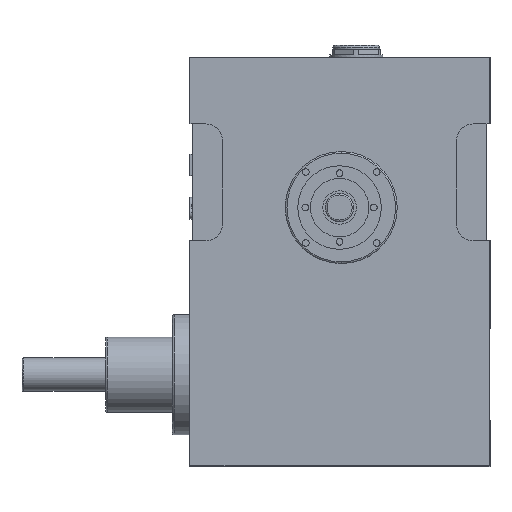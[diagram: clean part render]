
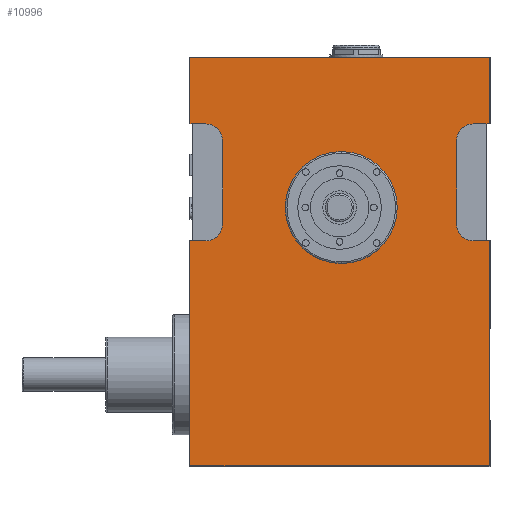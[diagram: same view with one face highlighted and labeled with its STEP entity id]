
A CAD part, left-side view. The second image highlights one B-rep face of the part: STEP entity #10996.
In plain terms, the highlighted planar face has unit normal (-1, 0, 0).
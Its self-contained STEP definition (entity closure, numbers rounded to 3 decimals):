
#758=LINE('',#15937,#1444);
#761=LINE('',#15943,#1447);
#765=LINE('',#15952,#1451);
#767=LINE('',#15956,#1453);
#771=LINE('',#15963,#1457);
#775=LINE('',#15972,#1461);
#778=LINE('',#15980,#1464);
#817=LINE('',#16486,#1503);
#838=LINE('',#16536,#1524);
#839=LINE('',#16538,#1525);
#840=LINE('',#16542,#1526);
#841=LINE('',#16546,#1527);
#1444=VECTOR('',#13382,1000.);
#1447=VECTOR('',#13387,1000.);
#1451=VECTOR('',#13393,1000.);
#1453=VECTOR('',#13397,1000.);
#1457=VECTOR('',#13403,1000.);
#1461=VECTOR('',#13413,1000.);
#1464=VECTOR('',#13422,1000.);
#1503=VECTOR('',#13483,1000.);
#1524=VECTOR('',#13530,1000.);
#1525=VECTOR('',#13533,1000.);
#1526=VECTOR('',#13536,1000.);
#1527=VECTOR('',#13539,1000.);
#3244=ORIENTED_EDGE('',*,*,#4662,.F.);
#3245=ORIENTED_EDGE('',*,*,#4660,.F.);
#3246=ORIENTED_EDGE('',*,*,#4657,.F.);
#3247=ORIENTED_EDGE('',*,*,#4655,.F.);
#3248=ORIENTED_EDGE('',*,*,#4653,.F.);
#3249=ORIENTED_EDGE('',*,*,#4651,.F.);
#3250=ORIENTED_EDGE('',*,*,#4648,.T.);
#3251=ORIENTED_EDGE('',*,*,#4644,.T.);
#3252=ORIENTED_EDGE('',*,*,#4642,.T.);
#3253=ORIENTED_EDGE('',*,*,#4735,.T.);
#3254=ORIENTED_EDGE('',*,*,#4736,.F.);
#3255=ORIENTED_EDGE('',*,*,#4737,.F.);
#3256=ORIENTED_EDGE('',*,*,#4738,.F.);
#3257=ORIENTED_EDGE('',*,*,#4739,.F.);
#3258=ORIENTED_EDGE('',*,*,#4740,.T.);
#3259=ORIENTED_EDGE('',*,*,#4710,.T.);
#3260=ORIENTED_EDGE('',*,*,#4638,.T.);
#3261=ORIENTED_EDGE('',*,*,#4635,.T.);
#4635=EDGE_CURVE('',#5517,#5516,#758,.T.);
#4638=EDGE_CURVE('',#5519,#5517,#761,.T.);
#4642=EDGE_CURVE('',#5523,#5522,#765,.T.);
#4644=EDGE_CURVE('',#5524,#5523,#767,.T.);
#4648=EDGE_CURVE('',#5526,#5524,#771,.T.);
#4651=EDGE_CURVE('',#5526,#5527,#6043,.T.);
#4653=EDGE_CURVE('',#5527,#5528,#775,.T.);
#4655=EDGE_CURVE('',#5528,#5529,#6044,.T.);
#4657=EDGE_CURVE('',#5529,#5516,#778,.T.);
#4660=EDGE_CURVE('',#5530,#5531,#6045,.T.);
#4662=EDGE_CURVE('',#5531,#5530,#6046,.T.);
#4710=EDGE_CURVE('',#5570,#5519,#817,.T.);
#4735=EDGE_CURVE('',#5522,#5585,#838,.T.);
#4736=EDGE_CURVE('',#5586,#5585,#839,.T.);
#4737=EDGE_CURVE('',#5587,#5586,#6051,.T.);
#4738=EDGE_CURVE('',#5588,#5587,#840,.T.);
#4739=EDGE_CURVE('',#5589,#5588,#6052,.T.);
#4740=EDGE_CURVE('',#5589,#5570,#841,.T.);
#5516=VERTEX_POINT('',#15936);
#5517=VERTEX_POINT('',#15938);
#5519=VERTEX_POINT('',#15944);
#5522=VERTEX_POINT('',#15951);
#5523=VERTEX_POINT('',#15953);
#5524=VERTEX_POINT('',#15957);
#5526=VERTEX_POINT('',#15964);
#5527=VERTEX_POINT('',#15969);
#5528=VERTEX_POINT('',#15973);
#5529=VERTEX_POINT('',#15977);
#5530=VERTEX_POINT('',#15984);
#5531=VERTEX_POINT('',#15986);
#5570=VERTEX_POINT('',#16487);
#5585=VERTEX_POINT('',#16535);
#5586=VERTEX_POINT('',#16539);
#5587=VERTEX_POINT('',#16541);
#5588=VERTEX_POINT('',#16543);
#5589=VERTEX_POINT('',#16545);
#6043=CIRCLE('',#11706,10.);
#6044=CIRCLE('',#11709,10.);
#6045=CIRCLE('',#11712,33.5);
#6046=CIRCLE('',#11714,33.5);
#6051=CIRCLE('',#11736,10.);
#6052=CIRCLE('',#11737,10.);
#6465=EDGE_LOOP('',(#3244,#3245));
#6466=EDGE_LOOP('',(#3246,#3247,#3248,#3249,#3250,#3251,#3252,#3253,#3254,
#3255,#3256,#3257,#3258,#3259,#3260,#3261));
#7015=FACE_BOUND('',#6465,.T.);
#7016=FACE_BOUND('',#6466,.T.);
#7354=PLANE('',#11735);
#10996=ADVANCED_FACE('',(#7015,#7016),#7354,.T.);
#11706=AXIS2_PLACEMENT_3D('',#15968,#13408,#13409);
#11709=AXIS2_PLACEMENT_3D('',#15976,#13417,#13418);
#11712=AXIS2_PLACEMENT_3D('',#15985,#13427,#13428);
#11714=AXIS2_PLACEMENT_3D('',#15989,#13432,#13433);
#11735=AXIS2_PLACEMENT_3D('',#16537,#13531,#13532);
#11736=AXIS2_PLACEMENT_3D('',#16540,#13534,#13535);
#11737=AXIS2_PLACEMENT_3D('',#16544,#13537,#13538);
#13382=DIRECTION('',(0.,0.,1.));
#13387=DIRECTION('',(0.,-1.,0.));
#13393=DIRECTION('',(0.,1.,0.));
#13397=DIRECTION('',(0.,0.,1.));
#13403=DIRECTION('',(0.,-1.,0.));
#13408=DIRECTION('',(-1.,0.,0.));
#13409=DIRECTION('',(0.,0.,-1.));
#13413=DIRECTION('',(0.,0.,-1.));
#13417=DIRECTION('',(-1.,0.,0.));
#13418=DIRECTION('',(0.,0.,-1.));
#13422=DIRECTION('',(0.,-1.,0.));
#13427=DIRECTION('',(-1.,0.,0.));
#13428=DIRECTION('',(0.,0.,1.));
#13432=DIRECTION('',(-1.,0.,0.));
#13433=DIRECTION('',(0.,0.,1.));
#13483=DIRECTION('',(0.,0.,-1.));
#13530=DIRECTION('',(0.,0.,-1.));
#13531=DIRECTION('',(-1.,0.,0.));
#13532=DIRECTION('',(0.,0.,1.));
#13533=DIRECTION('',(0.,1.,0.));
#13534=DIRECTION('',(-1.,0.,0.));
#13535=DIRECTION('',(0.,0.,-1.));
#13536=DIRECTION('',(0.,0.,1.));
#13537=DIRECTION('',(-1.,0.,0.));
#13538=DIRECTION('',(0.,0.,1.));
#13539=DIRECTION('',(0.,1.,0.));
#15936=CARTESIAN_POINT('',(-110.,0.5,-110.));
#15937=CARTESIAN_POINT('',(-110.,0.5,-244.5));
#15938=CARTESIAN_POINT('',(-110.,0.5,-244.5));
#15943=CARTESIAN_POINT('',(-110.,179.5,-244.5));
#15944=CARTESIAN_POINT('',(-110.,179.5,-244.5));
#15951=CARTESIAN_POINT('',(-110.,179.5,-0.5));
#15952=CARTESIAN_POINT('',(-110.,179.5,-0.5));
#15953=CARTESIAN_POINT('',(-110.,0.5,-0.5));
#15956=CARTESIAN_POINT('',(-110.,0.5,-244.5));
#15957=CARTESIAN_POINT('',(-110.,0.5,-40.));
#15963=CARTESIAN_POINT('',(-110.,2.,-40.));
#15964=CARTESIAN_POINT('',(-110.,10.,-40.));
#15968=CARTESIAN_POINT('',(-110.,10.,-50.));
#15969=CARTESIAN_POINT('',(-110.,20.,-50.));
#15972=CARTESIAN_POINT('',(-110.,20.,-100.));
#15973=CARTESIAN_POINT('',(-110.,20.,-100.));
#15976=CARTESIAN_POINT('',(-110.,10.,-100.));
#15977=CARTESIAN_POINT('',(-110.,10.,-110.));
#15980=CARTESIAN_POINT('',(-110.,2.,-110.));
#15984=CARTESIAN_POINT('',(-110.,89.,-56.5));
#15985=CARTESIAN_POINT('',(-110.,89.,-90.));
#15986=CARTESIAN_POINT('',(-110.,89.,-123.5));
#15989=CARTESIAN_POINT('',(-110.,89.,-90.));
#16486=CARTESIAN_POINT('',(-110.,179.5,-244.5));
#16487=CARTESIAN_POINT('',(-110.,179.5,-110.));
#16535=CARTESIAN_POINT('',(-110.,179.5,-40.));
#16536=CARTESIAN_POINT('',(-110.,179.5,-244.5));
#16537=CARTESIAN_POINT('',(-110.,0.5,-244.5));
#16538=CARTESIAN_POINT('',(-110.,178.,-40.));
#16539=CARTESIAN_POINT('',(-110.,170.,-40.));
#16540=CARTESIAN_POINT('',(-110.,170.,-50.));
#16541=CARTESIAN_POINT('',(-110.,160.,-50.));
#16542=CARTESIAN_POINT('',(-110.,160.,-100.));
#16543=CARTESIAN_POINT('',(-110.,160.,-100.));
#16544=CARTESIAN_POINT('',(-110.,170.,-100.));
#16545=CARTESIAN_POINT('',(-110.,170.,-110.));
#16546=CARTESIAN_POINT('',(-110.,178.,-110.));
